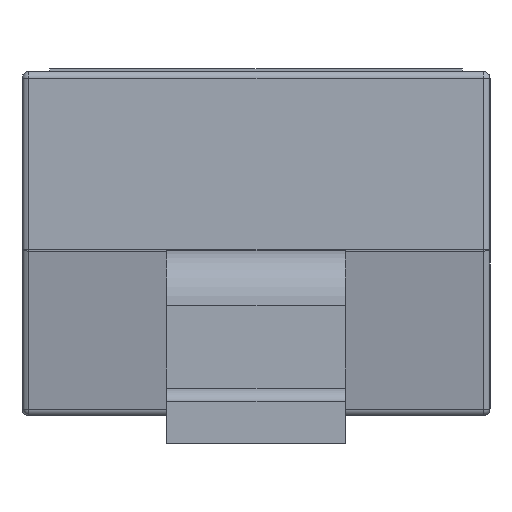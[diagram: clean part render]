
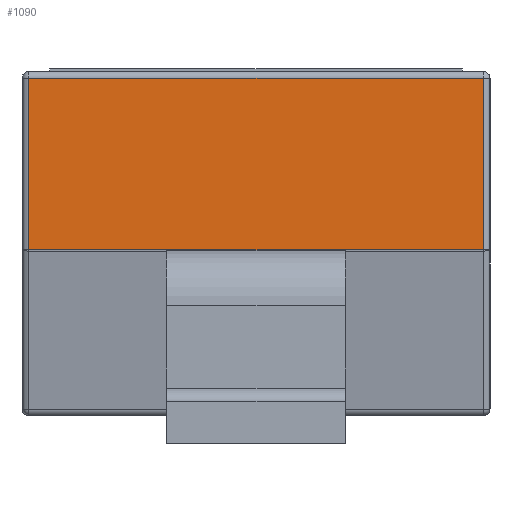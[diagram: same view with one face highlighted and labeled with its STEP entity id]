
A CAD part, left-side view. The second image highlights one B-rep face of the part: STEP entity #1090.
In plain terms, the highlighted planar face has unit normal (-1, 0, 0).
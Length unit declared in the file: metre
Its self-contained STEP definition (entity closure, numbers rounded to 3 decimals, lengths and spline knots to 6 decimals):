
#283=ORIENTED_EDGE('',*,*,#511,.T.);
#284=ORIENTED_EDGE('',*,*,#512,.T.);
#285=ORIENTED_EDGE('',*,*,#513,.T.);
#286=ORIENTED_EDGE('',*,*,#514,.T.);
#511=EDGE_CURVE('',#639,#640,#743,.F.);
#512=EDGE_CURVE('',#640,#641,#744,.T.);
#513=EDGE_CURVE('',#641,#642,#745,.F.);
#514=EDGE_CURVE('',#642,#639,#746,.F.);
#639=VERTEX_POINT('',#1854);
#640=VERTEX_POINT('',#1855);
#641=VERTEX_POINT('',#1857);
#642=VERTEX_POINT('',#1859);
#743=LINE('',#1853,#847);
#744=LINE('',#1856,#848);
#745=LINE('',#1858,#849);
#746=LINE('',#1860,#850);
#847=VECTOR('',#1487,1.);
#848=VECTOR('',#1488,1.);
#849=VECTOR('',#1489,1.);
#850=VECTOR('',#1490,1.);
#912=EDGE_LOOP('',(#283,#284,#285,#286));
#984=FACE_BOUND('',#912,.T.);
#1048=PLANE('',#1228);
#1090=ADVANCED_FACE('',(#984),#1048,.F.);
#1228=AXIS2_PLACEMENT_3D('',#1852,#1485,#1486);
#1485=DIRECTION('',(1.,0.,0.));
#1486=DIRECTION('',(0.,0.,-1.));
#1487=DIRECTION('',(0.,-1.,0.));
#1488=DIRECTION('',(0.,0.,-1.));
#1489=DIRECTION('',(0.,1.,0.));
#1490=DIRECTION('',(0.,0.,-1.));
#1852=CARTESIAN_POINT('',(-0.001425,0.,0.00135));
#1853=CARTESIAN_POINT('',(-0.001425,0.00085,0.001325));
#1854=CARTESIAN_POINT('',(-0.001425,-0.000825,0.001325));
#1855=CARTESIAN_POINT('',(-0.001425,0.000825,0.001325));
#1856=CARTESIAN_POINT('',(-0.001425,0.000825,0.0007));
#1857=CARTESIAN_POINT('',(-0.001425,0.000825,0.000702));
#1858=CARTESIAN_POINT('',(-0.001425,-0.00085,0.000702));
#1859=CARTESIAN_POINT('',(-0.001425,-0.000825,0.000702));
#1860=CARTESIAN_POINT('',(-0.001425,-0.000825,0.00135));
